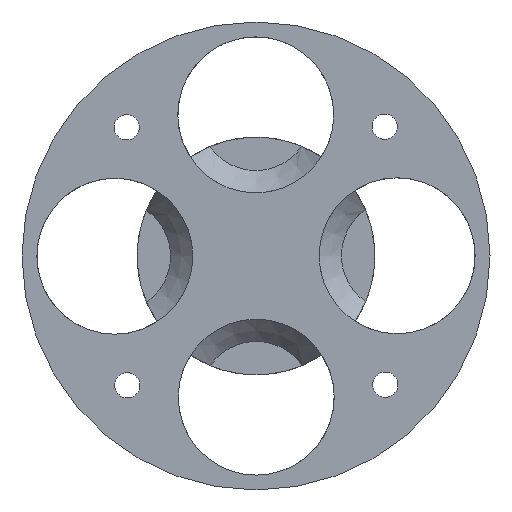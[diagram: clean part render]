
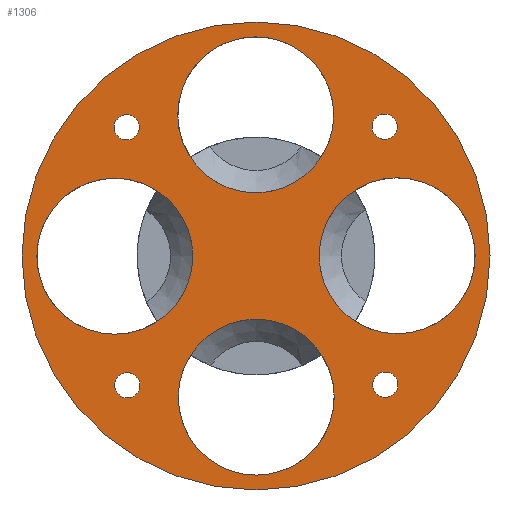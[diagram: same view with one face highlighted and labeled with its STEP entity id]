
A CAD part, left-side view. The second image highlights one B-rep face of the part: STEP entity #1306.
In plain terms, the highlighted face is planar.
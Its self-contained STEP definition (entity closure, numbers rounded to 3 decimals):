
#33=FACE_BOUND('',#459,.T.);
#34=FACE_BOUND('',#460,.T.);
#35=FACE_BOUND('',#461,.T.);
#36=FACE_BOUND('',#462,.T.);
#37=FACE_BOUND('',#463,.T.);
#38=FACE_BOUND('',#464,.T.);
#39=FACE_BOUND('',#465,.T.);
#40=FACE_BOUND('',#466,.T.);
#56=PLANE('',#1426);
#376=FACE_OUTER_BOUND('',#458,.T.);
#458=EDGE_LOOP('',(#1026));
#459=EDGE_LOOP('',(#1027));
#460=EDGE_LOOP('',(#1028));
#461=EDGE_LOOP('',(#1029));
#462=EDGE_LOOP('',(#1030));
#463=EDGE_LOOP('',(#1031));
#464=EDGE_LOOP('',(#1032));
#465=EDGE_LOOP('',(#1033));
#466=EDGE_LOOP('',(#1034));
#535=CIRCLE('',#1387,10.5);
#540=CIRCLE('',#1394,10.5);
#545=CIRCLE('',#1401,10.5);
#550=CIRCLE('',#1408,10.5);
#558=CIRCLE('',#1425,1.7);
#559=CIRCLE('',#1427,31.5);
#560=CIRCLE('',#1428,1.7);
#561=CIRCLE('',#1429,1.7);
#562=CIRCLE('',#1430,1.7);
#605=VERTEX_POINT('',#1953);
#614=VERTEX_POINT('',#1985);
#622=VERTEX_POINT('',#2015);
#630=VERTEX_POINT('',#2045);
#663=VERTEX_POINT('',#2132);
#664=VERTEX_POINT('',#2136);
#665=VERTEX_POINT('',#2138);
#666=VERTEX_POINT('',#2140);
#667=VERTEX_POINT('',#2142);
#725=EDGE_CURVE('',#605,#605,#535,.T.);
#736=EDGE_CURVE('',#614,#614,#540,.T.);
#746=EDGE_CURVE('',#622,#622,#545,.T.);
#756=EDGE_CURVE('',#630,#630,#550,.T.);
#801=EDGE_CURVE('',#663,#663,#558,.T.);
#802=EDGE_CURVE('',#664,#664,#559,.T.);
#803=EDGE_CURVE('',#665,#665,#560,.T.);
#804=EDGE_CURVE('',#666,#666,#561,.T.);
#805=EDGE_CURVE('',#667,#667,#562,.T.);
#1026=ORIENTED_EDGE('',*,*,#802,.F.);
#1027=ORIENTED_EDGE('',*,*,#803,.T.);
#1028=ORIENTED_EDGE('',*,*,#804,.T.);
#1029=ORIENTED_EDGE('',*,*,#805,.T.);
#1030=ORIENTED_EDGE('',*,*,#801,.T.);
#1031=ORIENTED_EDGE('',*,*,#736,.F.);
#1032=ORIENTED_EDGE('',*,*,#746,.F.);
#1033=ORIENTED_EDGE('',*,*,#725,.F.);
#1034=ORIENTED_EDGE('',*,*,#756,.F.);
#1306=ADVANCED_FACE('',(#376,#33,#34,#35,#36,#37,#38,#39,#40),#56,.F.);
#1387=AXIS2_PLACEMENT_3D('',#1955,#1540,#1541);
#1394=AXIS2_PLACEMENT_3D('',#1987,#1558,#1559);
#1401=AXIS2_PLACEMENT_3D('',#2017,#1575,#1576);
#1408=AXIS2_PLACEMENT_3D('',#2047,#1592,#1593);
#1425=AXIS2_PLACEMENT_3D('',#2134,#1663,#1664);
#1426=AXIS2_PLACEMENT_3D('',#2135,#1665,#1666);
#1427=AXIS2_PLACEMENT_3D('',#2137,#1667,#1668);
#1428=AXIS2_PLACEMENT_3D('',#2139,#1669,#1670);
#1429=AXIS2_PLACEMENT_3D('',#2141,#1671,#1672);
#1430=AXIS2_PLACEMENT_3D('',#2143,#1673,#1674);
#1540=DIRECTION('center_axis',(0.,0.,-1.));
#1541=DIRECTION('ref_axis',(-1.,0.,0.));
#1558=DIRECTION('center_axis',(0.,0.,-1.));
#1559=DIRECTION('ref_axis',(-1.,0.,0.));
#1575=DIRECTION('center_axis',(0.,0.,-1.));
#1576=DIRECTION('ref_axis',(-1.,0.,0.));
#1592=DIRECTION('center_axis',(0.,0.,-1.));
#1593=DIRECTION('ref_axis',(-1.,0.,0.));
#1663=DIRECTION('center_axis',(0.,0.,1.));
#1664=DIRECTION('ref_axis',(-1.,0.,0.));
#1665=DIRECTION('center_axis',(0.,0.,1.));
#1666=DIRECTION('ref_axis',(-1.,0.,0.));
#1667=DIRECTION('center_axis',(0.,0.,1.));
#1668=DIRECTION('ref_axis',(-1.,0.,0.));
#1669=DIRECTION('center_axis',(0.,0.,1.));
#1670=DIRECTION('ref_axis',(0.,1.,0.));
#1671=DIRECTION('center_axis',(0.,0.,1.));
#1672=DIRECTION('ref_axis',(1.,0.,0.));
#1673=DIRECTION('center_axis',(0.,0.,1.));
#1674=DIRECTION('ref_axis',(0.,-1.,0.));
#1953=CARTESIAN_POINT('',(-8.5,0.036,13.));
#1955=CARTESIAN_POINT('Origin',(-19.,0.036,13.));
#1985=CARTESIAN_POINT('',(10.536,19.,13.));
#1987=CARTESIAN_POINT('Origin',(0.036,19.,13.));
#2015=CARTESIAN_POINT('',(29.5,-0.036,13.));
#2017=CARTESIAN_POINT('Origin',(19.,-0.036,13.));
#2045=CARTESIAN_POINT('',(10.464,-19.,13.));
#2047=CARTESIAN_POINT('Origin',(-0.036,-19.,13.));
#2132=CARTESIAN_POINT('',(-15.698,-17.332,13.));
#2134=CARTESIAN_POINT('Origin',(-17.398,-17.332,13.));
#2135=CARTESIAN_POINT('Origin',(0.,0.,
13.));
#2136=CARTESIAN_POINT('',(31.5,0.,13.));
#2137=CARTESIAN_POINT('Origin',(0.,0.,
13.));
#2138=CARTESIAN_POINT('',(-17.332,15.698,13.));
#2139=CARTESIAN_POINT('Origin',(-17.332,17.398,13.));
#2140=CARTESIAN_POINT('',(15.698,17.332,13.));
#2141=CARTESIAN_POINT('Origin',(17.398,17.332,13.));
#2142=CARTESIAN_POINT('',(17.332,-15.698,13.));
#2143=CARTESIAN_POINT('Origin',(17.332,-17.398,13.));
